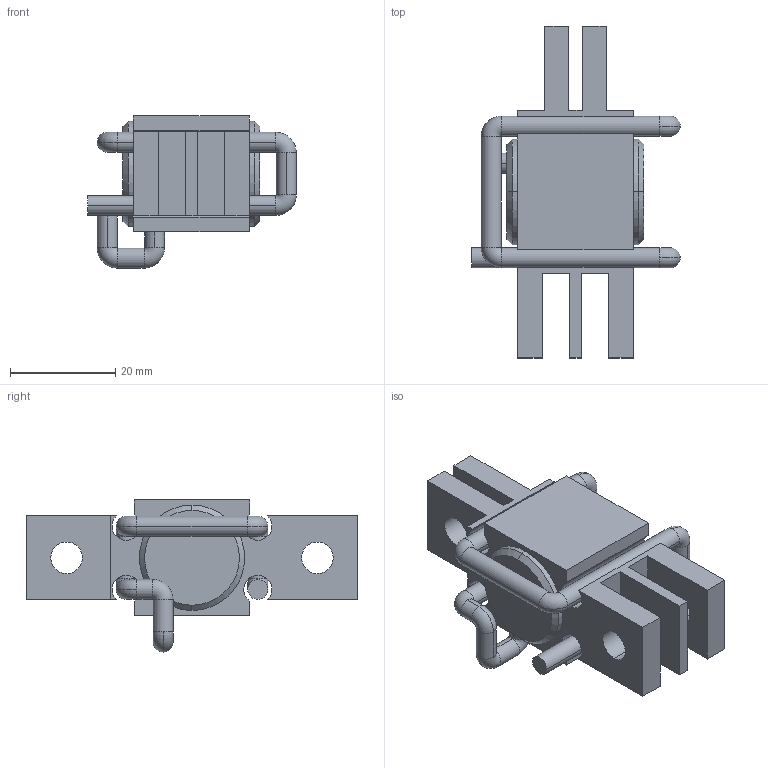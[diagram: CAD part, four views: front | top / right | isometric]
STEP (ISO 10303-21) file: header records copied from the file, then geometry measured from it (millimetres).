
FILE_DESCRIPTION (( 'STEP AP214' ), '1' );
FILE_NAME ('101ZHBL-1.5t.STEP', '2025-08-06T02:15:31', ( '' ), ( '' ), 'SwSTEP 2.0', 'SolidWorks 2024', '' );
FILE_SCHEMA (( 'AUTOMOTIVE_DESIGN' ));
Length unit declared in the file: millimetre
Products named in the file (1): 101ZHBL-1.5t
Bounding box: 39.59 x 63 x 28.9 mm (x, y, z)
Volume: 20168 mm3; surface area: 10454.8 mm2
Topology: 2 solids, 2 shells, 109 faces, 284 edges, 182 vertices
Faces by surface type: cylinder 50, plane 35, torus 20, cone 4
Entity records: 3440 total; most frequent: DIRECTION 650, CARTESIAN_POINT 576, ORIENTED_EDGE 568, EDGE_CURVE 284, AXIS2_PLACEMENT_3D 256, VERTEX_POINT 182, CIRCLE 146, LINE 138
